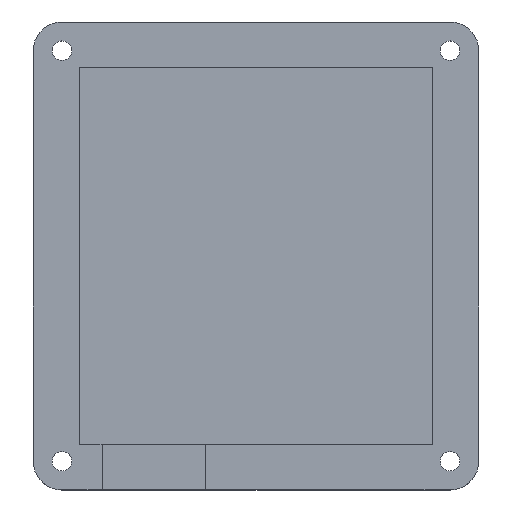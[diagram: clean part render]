
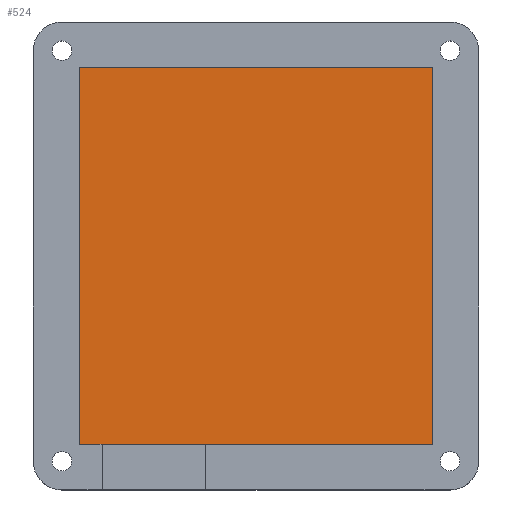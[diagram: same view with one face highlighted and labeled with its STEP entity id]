
A CAD part, top view. The second image highlights one B-rep face of the part: STEP entity #524.
In plain terms, the highlighted planar face has unit normal (0, 0, 1).
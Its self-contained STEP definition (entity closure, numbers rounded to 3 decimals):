
#34=PLANE('',#580);
#56=FACE_OUTER_BOUND('',#90,.T.);
#90=EDGE_LOOP('',(#421,#422,#423,#424));
#148=LINE('',#859,#196);
#149=LINE('',#861,#197);
#150=LINE('',#863,#198);
#151=LINE('',#864,#199);
#196=VECTOR('',#692,10.);
#197=VECTOR('',#693,10.);
#198=VECTOR('',#694,10.);
#199=VECTOR('',#695,10.);
#269=VERTEX_POINT('',#857);
#270=VERTEX_POINT('',#858);
#271=VERTEX_POINT('',#860);
#272=VERTEX_POINT('',#862);
#328=EDGE_CURVE('',#269,#270,#148,.T.);
#329=EDGE_CURVE('',#271,#269,#149,.T.);
#330=EDGE_CURVE('',#272,#271,#150,.T.);
#331=EDGE_CURVE('',#270,#272,#151,.T.);
#421=ORIENTED_EDGE('',*,*,#328,.F.);
#422=ORIENTED_EDGE('',*,*,#329,.F.);
#423=ORIENTED_EDGE('',*,*,#330,.F.);
#424=ORIENTED_EDGE('',*,*,#331,.F.);
#524=ADVANCED_FACE('',(#56),#34,.T.);
#580=AXIS2_PLACEMENT_3D('',#856,#690,#691);
#690=DIRECTION('center_axis',(0.,0.,1.));
#691=DIRECTION('ref_axis',(1.,0.,0.));
#692=DIRECTION('',(0.,-1.,0.));
#693=DIRECTION('',(1.,0.,0.));
#694=DIRECTION('',(0.,1.,0.));
#695=DIRECTION('',(-1.,0.,0.));
#856=CARTESIAN_POINT('Origin',(0.,0.,3.));
#857=CARTESIAN_POINT('',(30.85,32.8,3.));
#858=CARTESIAN_POINT('',(30.85,-32.8,3.));
#859=CARTESIAN_POINT('',(30.85,16.4,3.));
#860=CARTESIAN_POINT('',(-30.85,32.8,3.));
#861=CARTESIAN_POINT('',(-15.425,32.8,3.));
#862=CARTESIAN_POINT('',(-30.85,-32.8,3.));
#863=CARTESIAN_POINT('',(-30.85,-16.4,3.));
#864=CARTESIAN_POINT('',(15.425,-32.8,3.));
